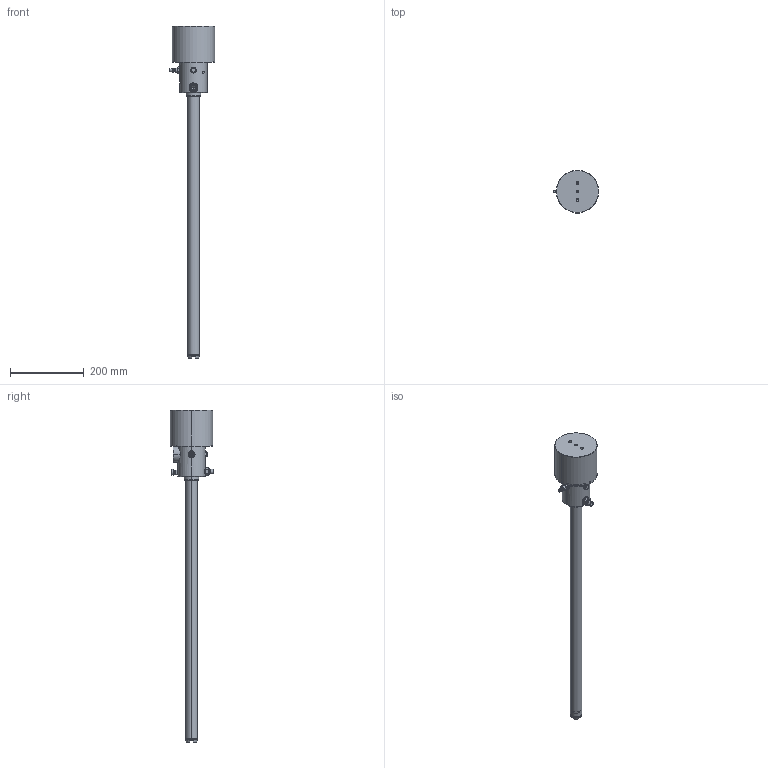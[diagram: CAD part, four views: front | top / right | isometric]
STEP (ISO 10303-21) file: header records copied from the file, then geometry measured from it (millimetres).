
FILE_DESCRIPTION((''),'2;1');
FILE_NAME('40363-00_SW0001','2025-12-09T14:33:01',('julian.egg'),(''),'CREO PARAMETRIC BY PTC INC, 2025323','CREO PARAMETRIC BY PTC INC, 2025323','');
FILE_SCHEMA(('CONFIG_CONTROL_DESIGN'));
Length unit declared in the file: millimetre
Products named in the file (1): 40363-00_SW0001
Bounding box: 123.1 x 117.6 x 901 mm (x, y, z)
Volume: 899599.3 mm3; surface area: 301453.7 mm2
Topology: 1 solids, 4 shells, 1207 faces, 3111 edges, 1992 vertices
Faces by surface type: plane 792, cylinder 217, cone 122, torus 68, sphere 8
Entity records: 40683 total; most frequent: CARTESIAN_POINT 11856, ORIENTED_EDGE 6170, DIRECTION 5664, EDGE_CURVE 3085, VERTEX_POINT 1992, AXIS2_PLACEMENT_3D 1969, VECTOR 1726, LINE 1726
